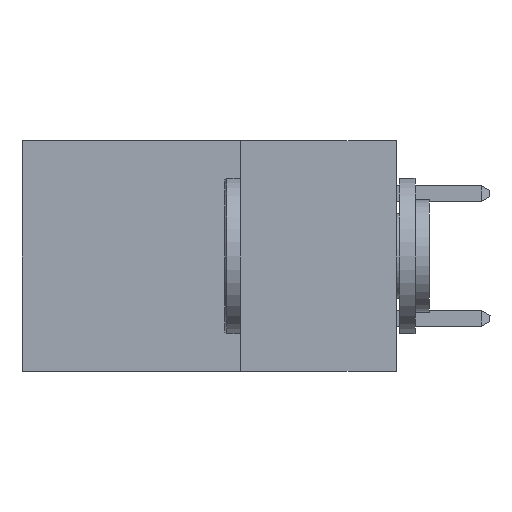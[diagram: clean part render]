
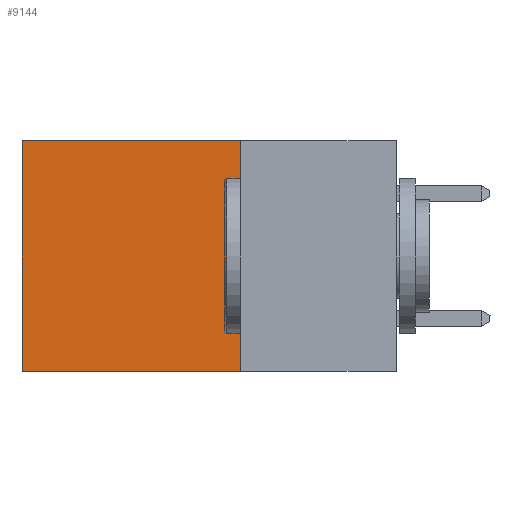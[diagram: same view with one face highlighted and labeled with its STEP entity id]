
A CAD part, left-side view. The second image highlights one B-rep face of the part: STEP entity #9144.
In plain terms, the highlighted planar face has unit normal (-1, 0, 0).
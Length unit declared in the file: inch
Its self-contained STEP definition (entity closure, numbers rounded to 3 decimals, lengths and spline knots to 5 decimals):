
#107 = VECTOR ( 'NONE', #9102, 39.37008 ) ;
#236 = EDGE_CURVE ( 'NONE', #11256, #1432, #12923, .T. ) ;
#339 = CARTESIAN_POINT ( 'NONE',  ( 0.2615, 0.25, -0.37 ) ) ;
#437 = CARTESIAN_POINT ( 'NONE',  ( 0.2615, 0.25, -0.37 ) ) ;
#504 = PLANE ( 'NONE',  #9623 ) ;
#1381 = CARTESIAN_POINT ( 'NONE',  ( 0.2615, 0.25, 0. ) ) ;
#1432 = VERTEX_POINT ( 'NONE', #2653 ) ;
#2653 = CARTESIAN_POINT ( 'NONE',  ( 0.2615, 0.6, -0.37 ) ) ;
#3254 = VERTEX_POINT ( 'NONE', #12979 ) ;
#3490 = DIRECTION ( 'NONE',  ( 0., 1., 0. ) ) ;
#3628 = CARTESIAN_POINT ( 'NONE',  ( 0.2615, 0.25, -0.37 ) ) ;
#4021 = EDGE_CURVE ( 'NONE', #3254, #1432, #10528, .T. ) ;
#4040 = DIRECTION ( 'NONE',  ( 0., 1., 0. ) ) ;
#5746 = CARTESIAN_POINT ( 'NONE',  ( 0.2615, 0.25, 0. ) ) ;
#7937 = ORIENTED_EDGE ( 'NONE', *, *, #11705, .T. ) ;
#8966 = DIRECTION ( 'NONE',  ( 0., 0., -1. ) ) ;
#9102 = DIRECTION ( 'NONE',  ( 0., 0., -1. ) ) ;
#9144 = ADVANCED_FACE ( 'NONE', ( #12561 ), #504, .F. ) ;
#9179 = CARTESIAN_POINT ( 'NONE',  ( 0.2615, 0.6, -0.37 ) ) ;
#9219 = VERTEX_POINT ( 'NONE', #5746 ) ;
#9623 = AXIS2_PLACEMENT_3D ( 'NONE', #437, #11795, #11751 ) ;
#9678 = ORIENTED_EDGE ( 'NONE', *, *, #12336, .F. ) ;
#10077 = ORIENTED_EDGE ( 'NONE', *, *, #236, .F. ) ;
#10528 = LINE ( 'NONE', #9179, #13277 ) ;
#11256 = VERTEX_POINT ( 'NONE', #3628 ) ;
#11705 = EDGE_CURVE ( 'NONE', #9219, #3254, #13394, .T. ) ;
#11751 = DIRECTION ( 'NONE',  ( 0., 0., -1. ) ) ;
#11795 = DIRECTION ( 'NONE',  ( 1., 0., 0. ) ) ;
#12326 = CARTESIAN_POINT ( 'NONE',  ( 0.2615, 0.25, -0.37 ) ) ;
#12331 = LINE ( 'NONE', #12326, #107 ) ;
#12336 = EDGE_CURVE ( 'NONE', #9219, #11256, #12331, .T. ) ;
#12513 = VECTOR ( 'NONE', #3490, 39.37008 ) ;
#12561 = FACE_OUTER_BOUND ( 'NONE', #13238, .T. ) ;
#12627 = VECTOR ( 'NONE', #4040, 39.37008 ) ;
#12923 = LINE ( 'NONE', #339, #12627 ) ;
#12979 = CARTESIAN_POINT ( 'NONE',  ( 0.2615, 0.6, 0. ) ) ;
#13238 = EDGE_LOOP ( 'NONE', ( #13648, #10077, #9678, #7937 ) ) ;
#13277 = VECTOR ( 'NONE', #8966, 39.37008 ) ;
#13394 = LINE ( 'NONE', #1381, #12513 ) ;
#13648 = ORIENTED_EDGE ( 'NONE', *, *, #4021, .T. ) ;
